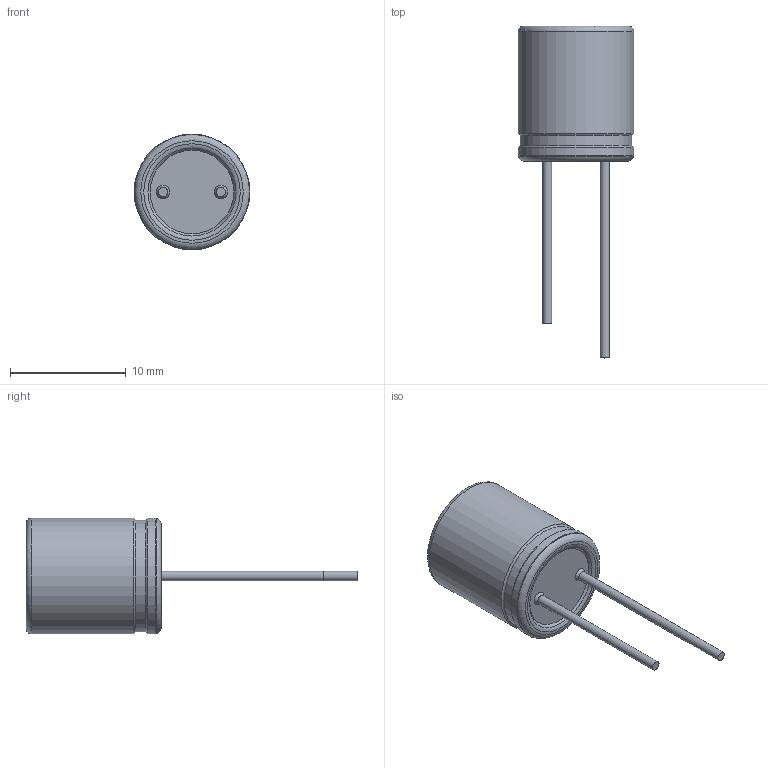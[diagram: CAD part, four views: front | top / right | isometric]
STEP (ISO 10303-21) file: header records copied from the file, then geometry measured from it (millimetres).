
FILE_DESCRIPTION(('STEP AP214'),'1');
FILE_NAME('12 SIZE CODE G-L.stp','2020-10-30T02:59:11',(' '),(' '),'Spatial InterOp 3D',' ',' ');
FILE_SCHEMA(('AUTOMOTIVE_DESIGN { 1 0 10303 214 1 1 1 1 }'));
Length unit declared in the file: millimetre
Products named in the file (2): Φ12 SIZE CODE G-L; G12
Assembly tree (1 placements, depth 2):
  Φ12 SIZE CODE G-L
    G12
Bounding box: 10 x 28.7 x 10 mm (x, y, z)
Volume: 911.2 mm3; surface area: 599.5 mm2
Topology: 1 solids, 1 shells, 21 faces, 40 edges, 24 vertices
Faces by surface type: torus 9, plane 6, cylinder 6
Full cylindrical faces by diameter (mm): 0.8 x2, 7.2 x1, 9.65 x1, 10 x2
Entity records: 479 total; most frequent: DIRECTION 87, CARTESIAN_POINT 66, AXIS2_PLACEMENT_3D 43, ORIENTED_EDGE 42, EDGE_LOOP 39, FACE_BOUND 35, VERTEX_POINT 22, ADVANCED_FACE 21
